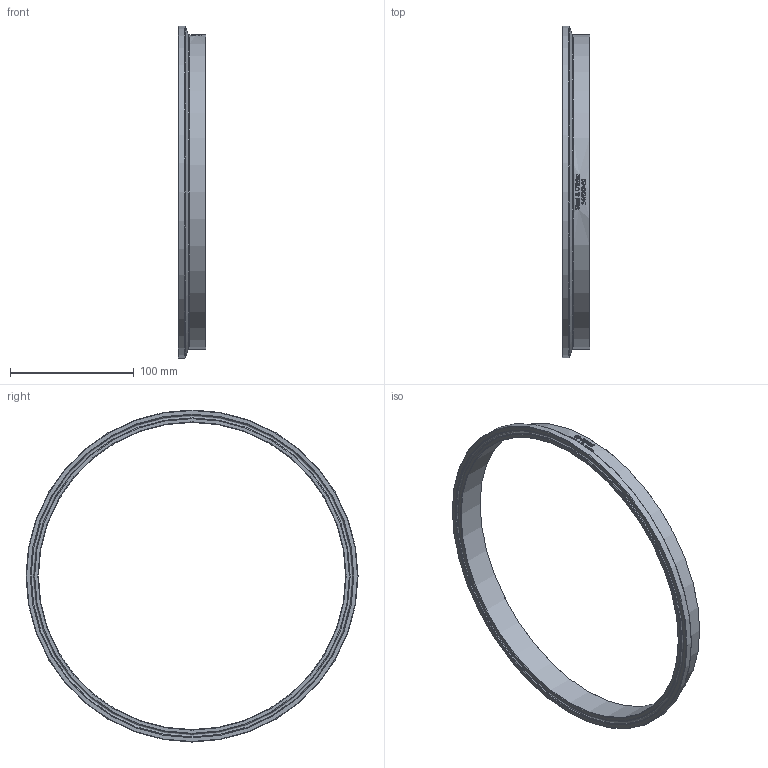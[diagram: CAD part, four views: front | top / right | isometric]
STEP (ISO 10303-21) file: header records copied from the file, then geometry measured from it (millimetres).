
FILE_DESCRIPTION(/* description */ (''),/* implementation_level */ '2;1');
FILE_NAME(/* name */ '14WMP-10.stp',/* time_stamp */ '2018-11-16T13:35:03-05:00',/* author */ ('ken'),/* organization */ (''),/* preprocessor_version */ 'ST-DEVELOPER v15.2',/* originating_system */ 'Autodesk Inventor 2014',/* authorisation */ '');
FILE_SCHEMA (('AUTOMOTIVE_DESIGN { 1 0 10303 214 3 1 1 }'));
Length unit declared in the file: inch
Products named in the file (1): 14WMP-10
Bounding box: 22.23 x 268.48 x 268.48 mm (x, y, z)
Volume: 86750.5 mm3; surface area: 50620.7 mm2
Topology: 1 solids, 1 shells, 344 faces, 912 edges, 604 vertices
Faces by surface type: plane 155, bspline 141, cylinder 36, torus 9, cone 3
Full cylindrical faces by diameter (mm): 248.463 x1, 254 x1, 268.478 x1
Entity records: 13514 total; most frequent: CARTESIAN_POINT 5741, ORIENTED_EDGE 1794, DIRECTION 1225, EDGE_CURVE 897, VERTEX_POINT 604, LINE 413, VECTOR 413, AXIS2_PLACEMENT_3D 406
